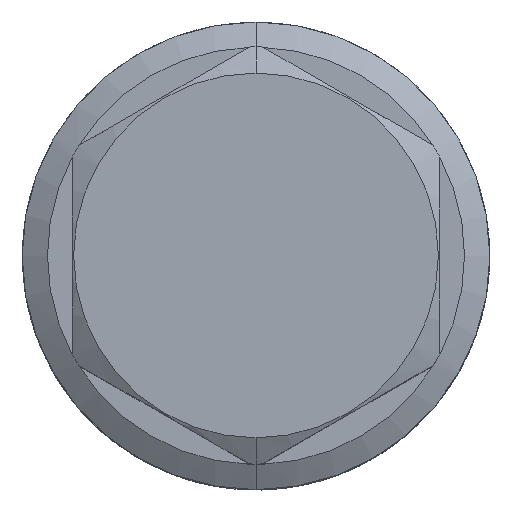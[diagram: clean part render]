
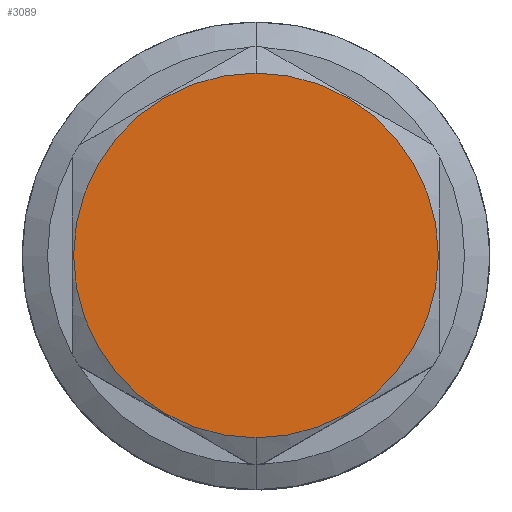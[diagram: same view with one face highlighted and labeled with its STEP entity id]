
A CAD part, top view. The second image highlights one B-rep face of the part: STEP entity #3089.
In plain terms, the highlighted planar face has unit normal (0, 0, 1).
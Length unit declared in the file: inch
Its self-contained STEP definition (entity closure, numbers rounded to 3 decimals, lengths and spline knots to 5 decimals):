
#1145=CARTESIAN_POINT('',(0.,0.,2.469));
#1146=DIRECTION('',(0.,0.,1.));
#1147=DIRECTION('',(0.,-1.,0.));
#1148=AXIS2_PLACEMENT_3D('',#1145,#1146,#1147);
#1150=CARTESIAN_POINT('',(0.,0.,2.469));
#1151=DIRECTION('',(0.,0.,1.));
#1152=DIRECTION('',(0.,1.,0.));
#1153=AXIS2_PLACEMENT_3D('',#1150,#1151,#1152);
#1281=CARTESIAN_POINT('',(0.,-0.62,2.469));
#1282=CARTESIAN_POINT('',(0.,0.62,2.469));
#1283=VERTEX_POINT('',#1281);
#1284=VERTEX_POINT('',#1282);
#3080=CARTESIAN_POINT('',(0.,0.,2.469));
#3081=DIRECTION('',(0.,0.,1.));
#3082=DIRECTION('',(0.,1.,0.));
#3083=AXIS2_PLACEMENT_3D('',#3080,#3081,#3082);
#3084=PLANE('',#3083);
#3085=ORIENTED_EDGE('',*,*,#2850,.F.);
#3086=ORIENTED_EDGE('',*,*,#3071,.F.);
#3087=EDGE_LOOP('',(#3085,#3086));
#3088=FACE_OUTER_BOUND('',#3087,.F.);
#3089=ADVANCED_FACE('',(#3088),#3084,.T.);
#1149=CIRCLE('',#1148,0.62);
#1154=CIRCLE('',#1153,0.62);
#2850=EDGE_CURVE('',#1283,#1284,#1149,.T.);
#3071=EDGE_CURVE('',#1284,#1283,#1154,.T.);
